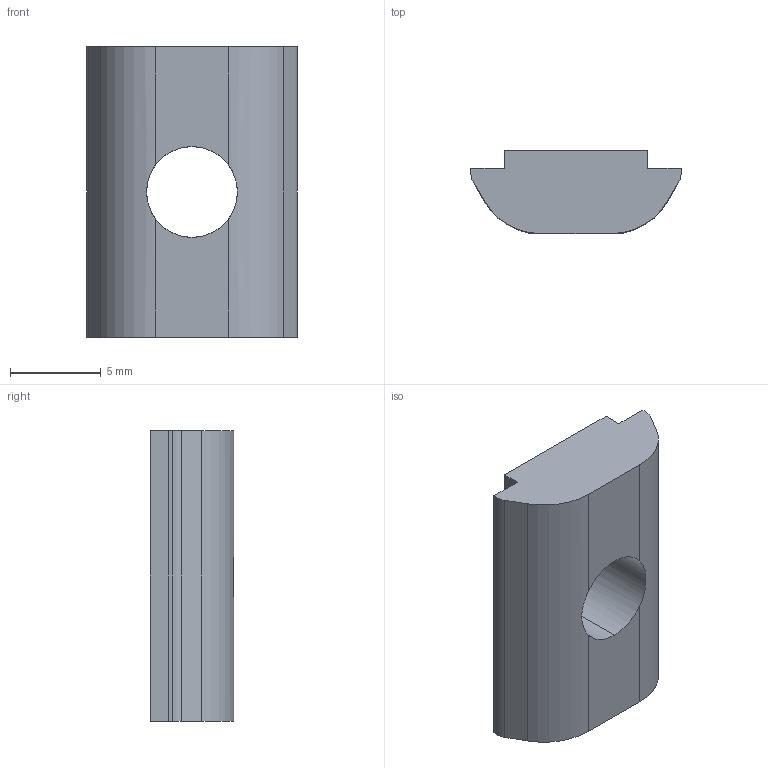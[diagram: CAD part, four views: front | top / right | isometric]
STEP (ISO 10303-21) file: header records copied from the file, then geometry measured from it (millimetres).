
FILE_DESCRIPTION (( 'STEP AP214' ), '1' );
FILE_NAME ('6218220', '2019-02-04T08:31:38', ( '' ), ('JUGARD+KÜNSTNER GmbH'), 'SwSTEP 2.0', 'SolidWorks 2017', '' );
FILE_SCHEMA (( 'AUTOMOTIVE_DESIGN' ));
Length unit declared in the file: millimetre
Products named in the file (1): 6218220_CNAJF00
Bounding box: 11.6 x 4.6 x 16 mm (x, y, z)
Volume: 594.2 mm3; surface area: 582.5 mm2
Topology: 1 solids, 1 shells, 19 faces, 54 edges, 36 vertices
Faces by surface type: plane 13, cylinder 6
Entity records: 696 total; most frequent: CARTESIAN_POINT 128, ORIENTED_EDGE 108, DIRECTION 106, EDGE_CURVE 54, LINE 38, VECTOR 38, VERTEX_POINT 36, AXIS2_PLACEMENT_3D 34
